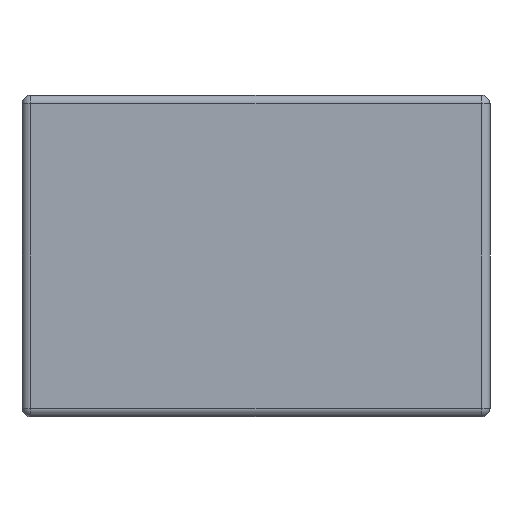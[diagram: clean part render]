
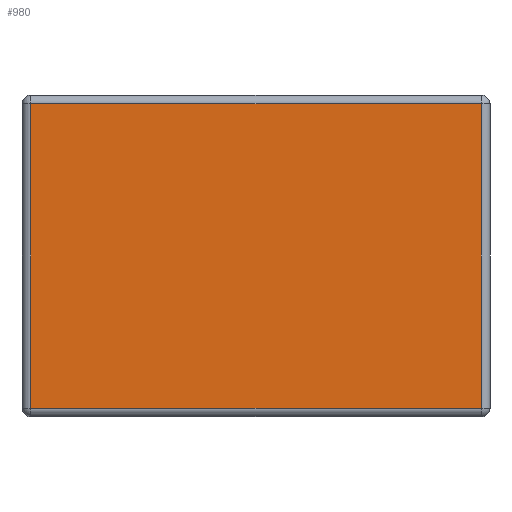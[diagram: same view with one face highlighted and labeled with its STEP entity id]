
A CAD part, left-side view. The second image highlights one B-rep face of the part: STEP entity #980.
In plain terms, the highlighted planar face has unit normal (-1, 0, 0).
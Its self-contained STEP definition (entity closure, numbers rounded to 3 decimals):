
#181 = EDGE_LOOP ( 'NONE', ( #1794, #1677, #1729, #1681 ) ) ;
#465 = DIRECTION ( 'NONE',  ( 0., -1., 0. ) ) ;
#471 = DIRECTION ( 'NONE',  ( 0., 1., 0. ) ) ;
#473 = CARTESIAN_POINT ( 'NONE',  ( -1.6, 0.8, 1.07 ) ) ;
#494 = DIRECTION ( 'NONE',  ( 0., 0., 1. ) ) ;
#501 = CARTESIAN_POINT ( 'NONE',  ( -1.6, 0.8, 0.03 ) ) ;
#584 = CARTESIAN_POINT ( 'NONE',  ( -1.6, -0.77, 1.1 ) ) ;
#585 = CARTESIAN_POINT ( 'NONE',  ( -1.6, 0.77, 1.1 ) ) ;
#588 = DIRECTION ( 'NONE',  ( 0., 0., -1. ) ) ;
#622 = CARTESIAN_POINT ( 'NONE',  ( -1.6, -0.77, 0.03 ) ) ;
#629 = CARTESIAN_POINT ( 'NONE',  ( -1.6, 0.77, 1.07 ) ) ;
#630 = CARTESIAN_POINT ( 'NONE',  ( -1.6, 0.77, 0.03 ) ) ;
#638 = CARTESIAN_POINT ( 'NONE',  ( -1.6, -0.77, 1.07 ) ) ;
#744 = FACE_OUTER_BOUND ( 'NONE', #181, .T. ) ;
#812 = LINE ( 'NONE', #501, #898 ) ;
#821 = LINE ( 'NONE', #584, #939 ) ;
#824 = LINE ( 'NONE', #473, #940 ) ;
#825 = LINE ( 'NONE', #585, #919 ) ;
#898 = VECTOR ( 'NONE', #465, 1000. ) ;
#914 = AXIS2_PLACEMENT_3D ( 'NONE', #1505, #1510, #1516 ) ;
#919 = VECTOR ( 'NONE', #588, 1000. ) ;
#939 = VECTOR ( 'NONE', #494, 1000. ) ;
#940 = VECTOR ( 'NONE', #471, 1000. ) ;
#980 = ADVANCED_FACE ( 'NONE', ( #744 ), #1513, .F. ) ;
#991 = EDGE_CURVE ( 'NONE', #1663, #1661, #812, .T. ) ;
#1001 = EDGE_CURVE ( 'NONE', #1661, #1656, #821, .T. ) ;
#1003 = EDGE_CURVE ( 'NONE', #1656, #1654, #824, .T. ) ;
#1004 = EDGE_CURVE ( 'NONE', #1654, #1663, #825, .T. ) ;
#1505 = CARTESIAN_POINT ( 'NONE',  ( -1.6, 0.8, 1.1 ) ) ;
#1510 = DIRECTION ( 'NONE',  ( 1., 0., 0. ) ) ;
#1513 = PLANE ( 'NONE',  #914 ) ;
#1516 = DIRECTION ( 'NONE',  ( 0., 0., -1. ) ) ;
#1654 = VERTEX_POINT ( 'NONE', #629 ) ;
#1656 = VERTEX_POINT ( 'NONE', #638 ) ;
#1661 = VERTEX_POINT ( 'NONE', #622 ) ;
#1663 = VERTEX_POINT ( 'NONE', #630 ) ;
#1677 = ORIENTED_EDGE ( 'NONE', *, *, #1004, .T. ) ;
#1681 = ORIENTED_EDGE ( 'NONE', *, *, #1001, .T. ) ;
#1729 = ORIENTED_EDGE ( 'NONE', *, *, #991, .T. ) ;
#1794 = ORIENTED_EDGE ( 'NONE', *, *, #1003, .T. ) ;
